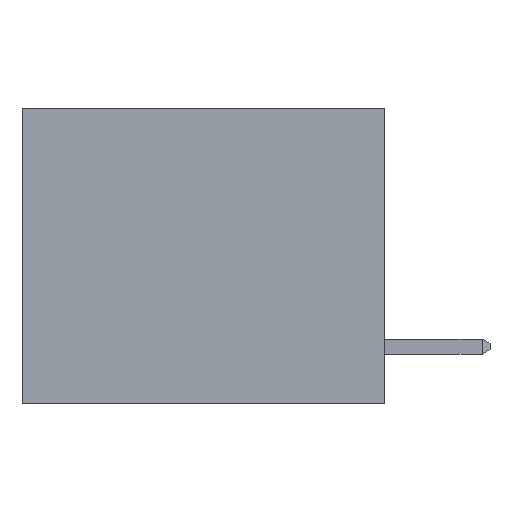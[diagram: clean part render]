
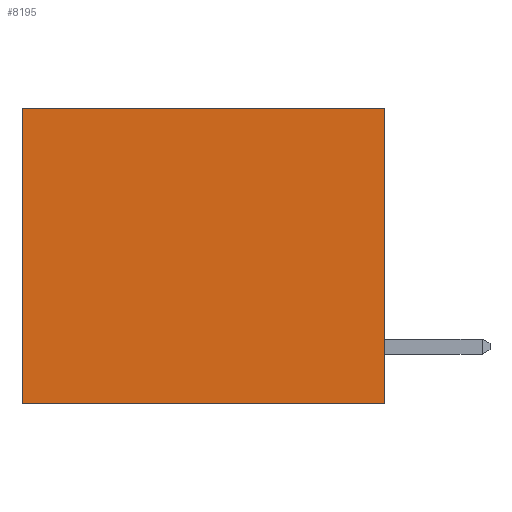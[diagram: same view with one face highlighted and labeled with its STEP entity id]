
A CAD part, left-side view. The second image highlights one B-rep face of the part: STEP entity #8195.
In plain terms, the highlighted planar face has unit normal (-1, 0, 0).
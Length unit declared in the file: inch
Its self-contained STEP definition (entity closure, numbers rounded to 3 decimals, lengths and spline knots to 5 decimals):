
#27 = CARTESIAN_POINT ( 'NONE',  ( 0.3165, 0., 0. ) ) ;
#886 = LINE ( 'NONE', #5029, #7091 ) ;
#1170 = FACE_OUTER_BOUND ( 'NONE', #4470, .T. ) ;
#1228 = CARTESIAN_POINT ( 'NONE',  ( 0.3165, 0., 0. ) ) ;
#1885 = ORIENTED_EDGE ( 'NONE', *, *, #5418, .F. ) ;
#2217 = EDGE_CURVE ( 'NONE', #2934, #8985, #8891, .T. ) ;
#2705 = CARTESIAN_POINT ( 'NONE',  ( 0.3165, 0.6, -0.49 ) ) ;
#2781 = VECTOR ( 'NONE', #5263, 39.37008 ) ;
#2934 = VERTEX_POINT ( 'NONE', #1228 ) ;
#3207 = VERTEX_POINT ( 'NONE', #5371 ) ;
#3464 = DIRECTION ( 'NONE',  ( 1., 0., 0. ) ) ;
#3857 = VECTOR ( 'NONE', #5667, 39.37008 ) ;
#3882 = VECTOR ( 'NONE', #4404, 39.37008 ) ;
#4221 = CARTESIAN_POINT ( 'NONE',  ( 0.3165, 0., -0.49 ) ) ;
#4283 = PLANE ( 'NONE',  #9212 ) ;
#4404 = DIRECTION ( 'NONE',  ( 0., 1., 0. ) ) ;
#4467 = ORIENTED_EDGE ( 'NONE', *, *, #4986, .T. ) ;
#4470 = EDGE_LOOP ( 'NONE', ( #7726, #1885, #5715, #4467 ) ) ;
#4986 = EDGE_CURVE ( 'NONE', #2934, #6848, #5825, .T. ) ;
#5029 = CARTESIAN_POINT ( 'NONE',  ( 0.3165, 0., -0.49 ) ) ;
#5263 = DIRECTION ( 'NONE',  ( 0., 0., -1. ) ) ;
#5316 = CARTESIAN_POINT ( 'NONE',  ( 0.3165, 0., -0.49 ) ) ;
#5371 = CARTESIAN_POINT ( 'NONE',  ( 0.3165, 0.6, -0.49 ) ) ;
#5418 = EDGE_CURVE ( 'NONE', #8985, #3207, #886, .T. ) ;
#5624 = DIRECTION ( 'NONE',  ( 0., 0., -1. ) ) ;
#5667 = DIRECTION ( 'NONE',  ( 0., 0., -1. ) ) ;
#5715 = ORIENTED_EDGE ( 'NONE', *, *, #2217, .F. ) ;
#5724 = DIRECTION ( 'NONE',  ( 0., 1., 0. ) ) ;
#5825 = LINE ( 'NONE', #27, #3882 ) ;
#6497 = CARTESIAN_POINT ( 'NONE',  ( 0.3165, 0., -0.49 ) ) ;
#6848 = VERTEX_POINT ( 'NONE', #9141 ) ;
#6932 = EDGE_CURVE ( 'NONE', #6848, #3207, #9366, .T. ) ;
#7091 = VECTOR ( 'NONE', #5724, 39.37008 ) ;
#7726 = ORIENTED_EDGE ( 'NONE', *, *, #6932, .T. ) ;
#8195 = ADVANCED_FACE ( 'NONE', ( #1170 ), #4283, .F. ) ;
#8891 = LINE ( 'NONE', #5316, #2781 ) ;
#8985 = VERTEX_POINT ( 'NONE', #6497 ) ;
#9141 = CARTESIAN_POINT ( 'NONE',  ( 0.3165, 0.6, 0. ) ) ;
#9212 = AXIS2_PLACEMENT_3D ( 'NONE', #4221, #3464, #5624 ) ;
#9366 = LINE ( 'NONE', #2705, #3857 ) ;
